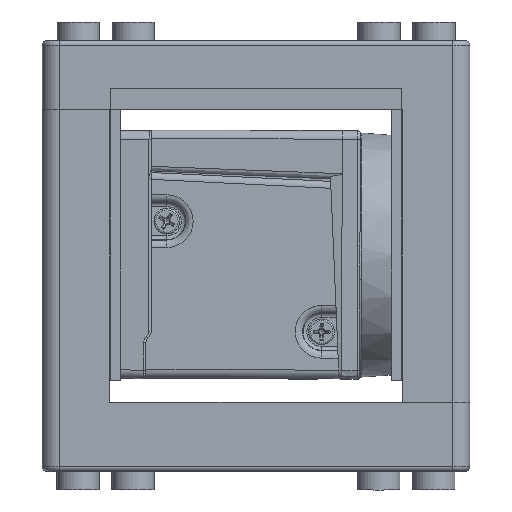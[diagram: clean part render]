
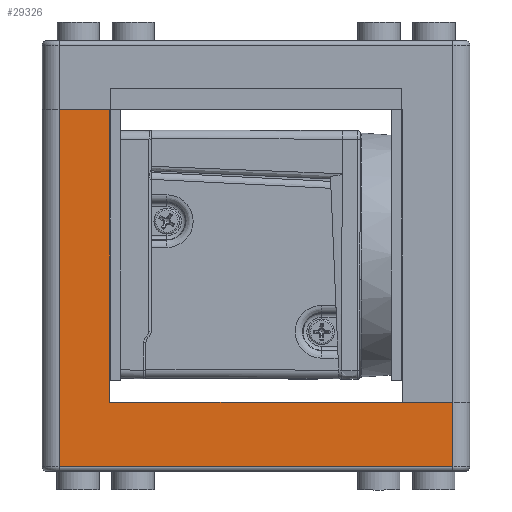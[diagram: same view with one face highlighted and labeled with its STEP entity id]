
A CAD part, front view. The second image highlights one B-rep face of the part: STEP entity #29326.
In plain terms, the highlighted face is planar.
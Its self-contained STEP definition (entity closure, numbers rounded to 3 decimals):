
#3656=FACE_OUTER_BOUND('',#5205,.T.);
#5205=EDGE_LOOP('',(#20141,#20142,#20143,#20144,#20145,#20146));
#6970=LINE('',#41494,#9782);
#6972=LINE('',#41503,#9784);
#6974=LINE('',#41509,#9786);
#6981=LINE('',#41528,#9793);
#6982=LINE('',#41530,#9794);
#6983=LINE('',#41531,#9795);
#9782=VECTOR('',#33922,10.);
#9784=VECTOR('',#33934,10.);
#9786=VECTOR('',#33940,10.);
#9793=VECTOR('',#33961,10.);
#9794=VECTOR('',#33962,10.);
#9795=VECTOR('',#33963,10.);
#12615=VERTEX_POINT('',#41485);
#12617=VERTEX_POINT('',#41492);
#12618=VERTEX_POINT('',#41497);
#12620=VERTEX_POINT('',#41505);
#12626=VERTEX_POINT('',#41527);
#12627=VERTEX_POINT('',#41529);
#15590=EDGE_CURVE('',#12617,#12615,#6970,.T.);
#15595=EDGE_CURVE('',#12615,#12618,#6972,.T.);
#15598=EDGE_CURVE('',#12618,#12620,#6974,.T.);
#15607=EDGE_CURVE('',#12626,#12617,#6981,.T.);
#15608=EDGE_CURVE('',#12626,#12627,#6982,.T.);
#15609=EDGE_CURVE('',#12620,#12627,#6983,.T.);
#20141=ORIENTED_EDGE('',*,*,#15598,.F.);
#20142=ORIENTED_EDGE('',*,*,#15595,.F.);
#20143=ORIENTED_EDGE('',*,*,#15590,.F.);
#20144=ORIENTED_EDGE('',*,*,#15607,.F.);
#20145=ORIENTED_EDGE('',*,*,#15608,.T.);
#20146=ORIENTED_EDGE('',*,*,#15609,.F.);
#28313=PLANE('',#31138);
#29326=ADVANCED_FACE('',(#3656),#28313,.T.);
#31138=AXIS2_PLACEMENT_3D('',#41526,#33959,#33960);
#33922=DIRECTION('',(0.,0.,-1.));
#33934=DIRECTION('',(0.,-1.,0.));
#33940=DIRECTION('',(0.,0.,1.));
#33959=DIRECTION('center_axis',(1.,0.,0.));
#33960=DIRECTION('ref_axis',(0.,1.,0.));
#33961=DIRECTION('',(0.,1.,0.));
#33962=DIRECTION('',(0.,0.,1.));
#33963=DIRECTION('',(0.,1.,0.));
#41485=CARTESIAN_POINT('',(24.9,22.9,0.5));
#41492=CARTESIAN_POINT('',(24.9,22.9,8.));
#41494=CARTESIAN_POINT('',(24.9,22.9,0.));
#41497=CARTESIAN_POINT('',(24.9,-22.9,0.5));
#41503=CARTESIAN_POINT('',(24.9,-12.45,0.5));
#41505=CARTESIAN_POINT('',(24.9,-22.9,42.1));
#41509=CARTESIAN_POINT('',(24.9,-22.9,0.));
#41526=CARTESIAN_POINT('Origin',(24.9,-24.9,0.));
#41527=CARTESIAN_POINT('',(24.9,-17.02,8.));
#41528=CARTESIAN_POINT('',(24.9,24.9,8.));
#41529=CARTESIAN_POINT('',(24.9,-17.02,42.1));
#41530=CARTESIAN_POINT('',(24.9,-17.02,8.));
#41531=CARTESIAN_POINT('',(24.9,-24.9,42.1));
